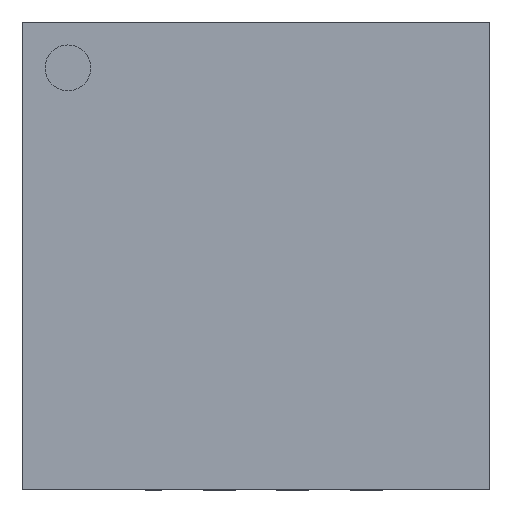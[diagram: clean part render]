
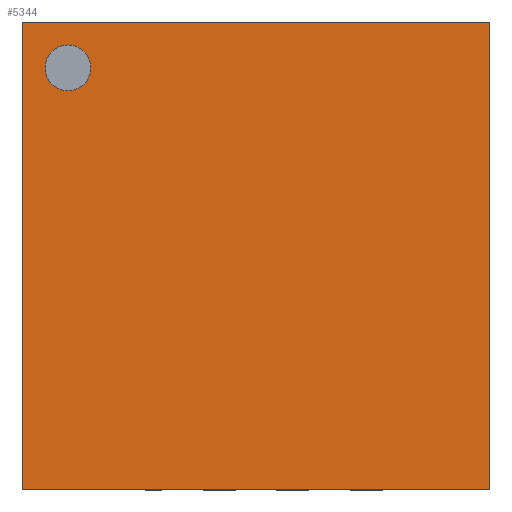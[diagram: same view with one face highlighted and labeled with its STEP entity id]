
A CAD part, top view. The second image highlights one B-rep face of the part: STEP entity #5344.
In plain terms, the highlighted free-form (B-spline) face has degree [1, 1] with [2, 2] control points.
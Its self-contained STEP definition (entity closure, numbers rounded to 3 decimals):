
#2942=CARTESIAN_POINT('',(-1.8,2.05,0.9));
#2943=VERTEX_POINT('',#2942);
#2952=CARTESIAN_POINT('',(-2.3,2.05,0.9));
#2953=VERTEX_POINT('',#2952);
#2954=CARTESIAN_POINT('',(-2.05,2.05,0.9));
#2955=DIRECTION('',(0.0,0.0,-1.0));
#2956=DIRECTION('',(1.0,0.0,0.0));
#2957=AXIS2_PLACEMENT_3D('',#2954,#2955,#2956);
#2958=CIRCLE('',#2957,0.25);
#2959=EDGE_CURVE('',#2953,#2943,#2958,.T.);
#2993=CARTESIAN_POINT('',(-2.05,2.05,0.9));
#2994=DIRECTION('',(0.0,0.0,-1.0));
#2995=DIRECTION('',(1.0,0.0,0.0));
#2996=AXIS2_PLACEMENT_3D('',#2993,#2994,#2995);
#2997=CIRCLE('',#2996,0.25);
#2998=EDGE_CURVE('',#2943,#2953,#2997,.T.);
#5301=CARTESIAN_POINT('',(-2.55,2.55,0.9));
#5302=CARTESIAN_POINT('',(-2.55,-2.55,0.9));
#5303=CARTESIAN_POINT('',(2.55,2.55,0.9));
#5304=CARTESIAN_POINT('',(2.55,-2.55,0.9));
#5305=B_SPLINE_SURFACE_WITH_KNOTS('',1,1,((#5301,#5303),(#5302,#5304)),.UNSPECIFIED.,.F.,.F.,.U.,(2,2),(2,2),(0.0,5.1),(0.0,5.1),.UNSPECIFIED.);
#5306=CARTESIAN_POINT('',(2.55,-2.55,0.9));
#5307=VERTEX_POINT('',#5306);
#5308=CARTESIAN_POINT('',(-2.55,-2.55,0.9));
#5309=VERTEX_POINT('',#5308);
#5310=CARTESIAN_POINT('',(2.55,-2.55,0.9));
#5311=DIRECTION('',(-1.0,0.0,0.0));
#5312=VECTOR('',#5311,5.1);
#5313=LINE('',#5310,#5312);
#5314=EDGE_CURVE('',#5307,#5309,#5313,.T.);
#5315=ORIENTED_EDGE('',*,*,#5314,.F.);
#5316=CARTESIAN_POINT('',(2.55,2.55,0.9));
#5317=VERTEX_POINT('',#5316);
#5318=CARTESIAN_POINT('',(2.55,2.55,0.9));
#5319=DIRECTION('',(0.0,-1.0,0.0));
#5320=VECTOR('',#5319,5.1);
#5321=LINE('',#5318,#5320);
#5322=EDGE_CURVE('',#5317,#5307,#5321,.T.);
#5323=ORIENTED_EDGE('',*,*,#5322,.F.);
#5324=CARTESIAN_POINT('',(-2.55,2.55,0.9));
#5325=VERTEX_POINT('',#5324);
#5326=CARTESIAN_POINT('',(-2.55,2.55,0.9));
#5327=DIRECTION('',(1.0,0.0,0.0));
#5328=VECTOR('',#5327,5.1);
#5329=LINE('',#5326,#5328);
#5330=EDGE_CURVE('',#5325,#5317,#5329,.T.);
#5331=ORIENTED_EDGE('',*,*,#5330,.F.);
#5332=CARTESIAN_POINT('',(-2.55,-2.55,0.9));
#5333=DIRECTION('',(0.0,1.0,0.0));
#5334=VECTOR('',#5333,5.1);
#5335=LINE('',#5332,#5334);
#5336=EDGE_CURVE('',#5309,#5325,#5335,.T.);
#5337=ORIENTED_EDGE('',*,*,#5336,.F.);
#5338=EDGE_LOOP('',(#5315,#5323,#5331,#5337));
#5339=FACE_OUTER_BOUND('',#5338,.T.);
#5340=ORIENTED_EDGE('',*,*,#2998,.T.);
#5341=ORIENTED_EDGE('',*,*,#2959,.T.);
#5342=EDGE_LOOP('',(#5340,#5341));
#5343=FACE_BOUND('',#5342,.T.);
#5344=ADVANCED_FACE('',(#5339,#5343),#5305,.T.);
